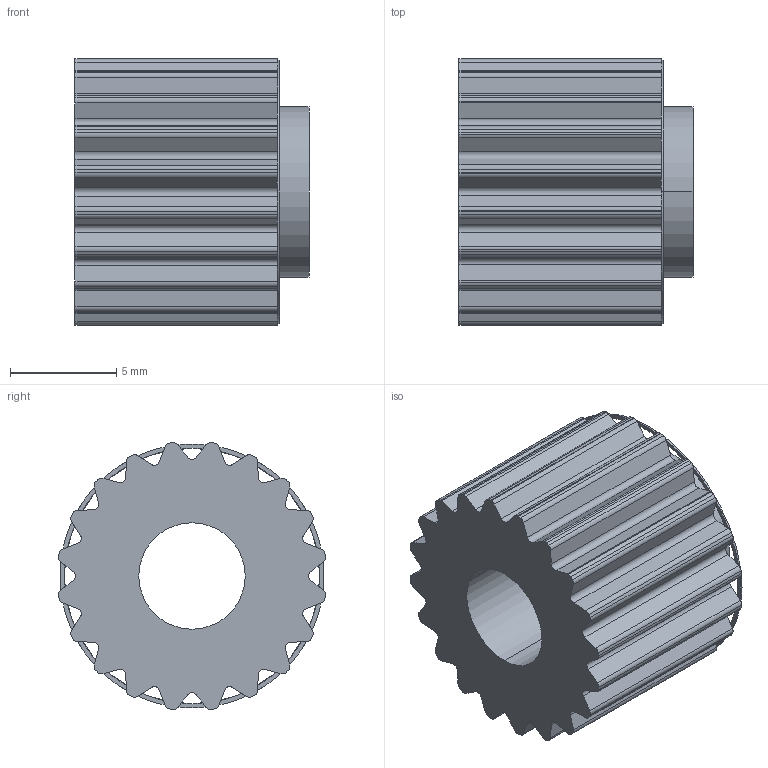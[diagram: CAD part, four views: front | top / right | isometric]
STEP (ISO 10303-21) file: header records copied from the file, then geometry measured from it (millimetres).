
FILE_DESCRIPTION (( 'STEP AP203' ), '1' );
FILE_NAME ('Poulie motrice Z=20_Défaut_sldprt.STEP', '2024-09-06T13:40:01', ( '' ), ( '' ), 'SwSTEP 2.0', 'SolidWorks 2020', '' );
FILE_SCHEMA (( 'CONFIG_CONTROL_DESIGN' ));
Length unit declared in the file: millimetre
Products named in the file (1): Poulie motrice Z=20_Défaut_sldprt
Bounding box: 11 x 12.54 x 12.54 mm (x, y, z)
Volume: 909.7 mm3; surface area: 913.4 mm2
Topology: 1 solids, 1 shells, 185 faces, 581 edges, 360 vertices
Faces by surface type: cylinder 99, plane 84, cone 2
Entity records: 6640 total; most frequent: DIRECTION 1233, ORIENTED_EDGE 1162, CARTESIAN_POINT 1127, EDGE_CURVE 581, AXIS2_PLACEMENT_3D 466, VERTEX_POINT 360, VECTOR 301, LINE 301
